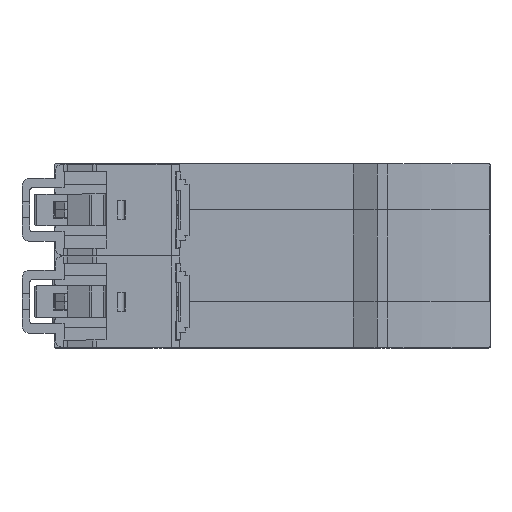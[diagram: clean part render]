
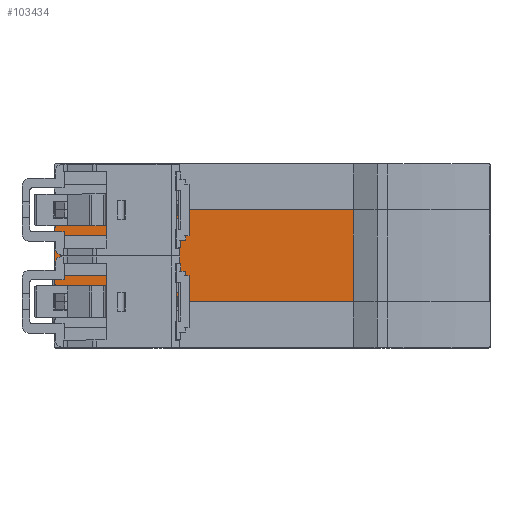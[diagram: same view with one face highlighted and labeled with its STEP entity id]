
A CAD part, top view. The second image highlights one B-rep face of the part: STEP entity #103434.
In plain terms, the highlighted planar face has unit normal (0, 0, 1).
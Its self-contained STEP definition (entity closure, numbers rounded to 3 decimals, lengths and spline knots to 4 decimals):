
#80068=DIRECTION('',(0.,-1.,0.));
#80069=VECTOR('',#80068,0.4085);
#80070=CARTESIAN_POINT('',(-1.6339,0.9188,
1.7323));
#80071=LINE('',#80070,#80069);
#81906=DIRECTION('',(-1.,0.,0.));
#81907=VECTOR('',#81906,2.2244);
#81908=CARTESIAN_POINT('',(0.689,1.0591,
1.7323));
#81909=LINE('',#81908,#81907);
#83016=DIRECTION('',(1.,0.,0.));
#83017=VECTOR('',#83016,2.2244);
#83018=CARTESIAN_POINT('',(-1.5354,0.3701,
1.7323));
#83019=LINE('',#83018,#83017);
#85164=CARTESIAN_POINT('',(-1.6339,0.5103,
1.7323));
#85165=CARTESIAN_POINT('',(-1.6339,0.5092,
1.7323));
#85166=CARTESIAN_POINT('',(-1.6335,0.5072,
1.7323));
#85167=CARTESIAN_POINT('',(-1.6317,0.5044,
1.7323));
#85168=CARTESIAN_POINT('',(-1.6289,0.5025,
1.7323));
#85169=CARTESIAN_POINT('',(-1.627,0.5021,
1.7323));
#85170=CARTESIAN_POINT('',(-1.626,0.5021,
1.7323));
#85183=DIRECTION('',(1.,0.,0.));
#85184=VECTOR('',#85183,0.0866);
#85185=CARTESIAN_POINT('',(-1.622,1.,1.7323));
#85186=LINE('',#85185,#85184);
#85190=DIRECTION('',(0.,1.,0.));
#85191=VECTOR('',#85190,0.0591);
#85192=CARTESIAN_POINT('',(-1.5354,1.,
1.7323));
#85193=LINE('',#85192,#85191);
#85197=DIRECTION('',(0.,-1.,0.));
#85198=VECTOR('',#85197,0.689);
#85199=CARTESIAN_POINT('',(0.689,1.0591,
1.7323));
#85200=LINE('',#85199,#85198);
#85204=DIRECTION('',(0.,1.,0.));
#85205=VECTOR('',#85204,0.0591);
#85206=CARTESIAN_POINT('',(-1.5354,0.3701,
1.7323));
#85207=LINE('',#85206,#85205);
#85211=DIRECTION('',(-1.,0.,0.));
#85212=VECTOR('',#85211,0.0866);
#85213=CARTESIAN_POINT('',(-1.5354,0.4291,
1.7323));
#85214=LINE('',#85213,#85212);
#85218=DIRECTION('',(1.,0.,0.));
#85219=VECTOR('',#85218,0.7087);
#85220=CARTESIAN_POINT('',(-1.5551,0.563,
1.7323));
#85221=LINE('',#85220,#85219);
#85225=DIRECTION('',(0.,1.,0.));
#85226=VECTOR('',#85225,0.0472);
#85227=CARTESIAN_POINT('',(-0.8465,0.563,
1.7323));
#85228=LINE('',#85227,#85226);
#85232=DIRECTION('',(0.,-1.,0.));
#85233=VECTOR('',#85232,0.0472);
#85234=CARTESIAN_POINT('',(-1.5551,0.6102,
1.7323));
#85235=LINE('',#85234,#85233);
#85239=DIRECTION('',(-1.,0.,0.));
#85240=VECTOR('',#85239,0.7087);
#85241=CARTESIAN_POINT('',(-0.8465,0.8661,
1.7323));
#85242=LINE('',#85241,#85240);
#85246=DIRECTION('',(0.,-1.,0.));
#85247=VECTOR('',#85246,0.0472);
#85248=CARTESIAN_POINT('',(-1.5551,0.8661,
1.7323));
#85249=LINE('',#85248,#85247);
#85253=DIRECTION('',(0.,1.,0.));
#85254=VECTOR('',#85253,0.0472);
#85255=CARTESIAN_POINT('',(-0.8465,0.8189,
1.7323));
#85256=LINE('',#85255,#85254);
#85274=DIRECTION('',(0.,-1.,0.));
#85275=VECTOR('',#85274,0.073);
#85276=CARTESIAN_POINT('',(-1.622,1.,1.7323));
#85277=LINE('',#85276,#85275);
#85325=DIRECTION('',(-1.,0.,0.));
#85326=VECTOR('',#85325,0.0039);
#85327=CARTESIAN_POINT('',(-1.622,0.927,
1.7323));
#85328=LINE('',#85327,#85326);
#85347=CARTESIAN_POINT('',(-1.626,0.927,
1.7323));
#85348=CARTESIAN_POINT('',(-1.627,0.927,
1.7323));
#85349=CARTESIAN_POINT('',(-1.629,0.9266,
1.7323));
#85350=CARTESIAN_POINT('',(-1.6317,0.9248,
1.7323));
#85351=CARTESIAN_POINT('',(-1.6334,0.922,
1.7323));
#85352=CARTESIAN_POINT('',(-1.6339,0.9199,
1.7323));
#85353=CARTESIAN_POINT('',(-1.6339,0.9188,
1.7323));
#85478=DIRECTION('',(0.,-1.,0.));
#85479=VECTOR('',#85478,0.073);
#85480=CARTESIAN_POINT('',(-1.622,0.5021,
1.7323));
#85481=LINE('',#85480,#85479);
#85507=DIRECTION('',(1.,0.,0.));
#85508=VECTOR('',#85507,0.0039);
#85509=CARTESIAN_POINT('',(-1.626,0.5021,
1.7323));
#85510=LINE('',#85509,#85508);
#85549=DIRECTION('',(1.,0.,0.));
#85550=VECTOR('',#85549,0.7087);
#85551=CARTESIAN_POINT('',(-1.5551,0.6102,
1.7323));
#85552=LINE('',#85551,#85550);
#85654=DIRECTION('',(-1.,0.,0.));
#85655=VECTOR('',#85654,0.7087);
#85656=CARTESIAN_POINT('',(-0.8465,0.8189,
1.7323));
#85657=LINE('',#85656,#85655);
#96406=CARTESIAN_POINT('',(-1.6339,0.9188,
1.7323));
#96407=VERTEX_POINT('',#96406);
#96408=CARTESIAN_POINT('',(-1.6339,0.5103,
1.7323));
#96409=VERTEX_POINT('',#96408);
#96955=CARTESIAN_POINT('',(0.689,1.0591,
1.7323));
#96956=VERTEX_POINT('',#96955);
#96957=CARTESIAN_POINT('',(-1.5354,1.0591,
1.7323));
#96958=VERTEX_POINT('',#96957);
#97225=CARTESIAN_POINT('',(-1.5354,0.3701,
1.7323));
#97226=VERTEX_POINT('',#97225);
#97227=CARTESIAN_POINT('',(0.689,0.3701,
1.7323));
#97228=VERTEX_POINT('',#97227);
#97510=VERTEX_POINT('',#85170);
#97511=CARTESIAN_POINT('',(-1.622,1.,1.7323));
#97512=CARTESIAN_POINT('',(-1.622,0.927,
1.7323));
#97513=VERTEX_POINT('',#97511);
#97514=VERTEX_POINT('',#97512);
#97515=CARTESIAN_POINT('',(-1.5354,1.,
1.7323));
#97516=VERTEX_POINT('',#97515);
#97517=CARTESIAN_POINT('',(-1.5354,0.4291,
1.7323));
#97518=VERTEX_POINT('',#97517);
#97519=CARTESIAN_POINT('',(-1.622,0.4291,
1.7323));
#97520=VERTEX_POINT('',#97519);
#97521=CARTESIAN_POINT('',(-1.622,0.5021,
1.7323));
#97522=VERTEX_POINT('',#97521);
#97523=VERTEX_POINT('',#85347);
#97524=CARTESIAN_POINT('',(-1.5551,0.563,
1.7323));
#97525=CARTESIAN_POINT('',(-0.8465,0.563,
1.7323));
#97526=VERTEX_POINT('',#97524);
#97527=VERTEX_POINT('',#97525);
#97528=CARTESIAN_POINT('',(-0.8465,0.6102,
1.7323));
#97529=VERTEX_POINT('',#97528);
#97530=CARTESIAN_POINT('',(-1.5551,0.6102,
1.7323));
#97531=VERTEX_POINT('',#97530);
#97532=CARTESIAN_POINT('',(-0.8465,0.8661,
1.7323));
#97533=CARTESIAN_POINT('',(-1.5551,0.8661,
1.7323));
#97534=VERTEX_POINT('',#97532);
#97535=VERTEX_POINT('',#97533);
#97536=CARTESIAN_POINT('',(-1.5551,0.8189,
1.7323));
#97537=VERTEX_POINT('',#97536);
#97538=CARTESIAN_POINT('',(-0.8465,0.8189,
1.7323));
#97539=VERTEX_POINT('',#97538);
#103383=CARTESIAN_POINT('',(-0.4724,0.7146,
1.7323));
#103384=DIRECTION('',(0.,0.,1.));
#103385=DIRECTION('',(1.,0.,0.));
#103386=AXIS2_PLACEMENT_3D('',#103383,#103384,#103385);
#103387=PLANE('',#103386);
#103389=ORIENTED_EDGE('',*,*,#103388,.F.);
#103391=ORIENTED_EDGE('',*,*,#103390,.T.);
#103393=ORIENTED_EDGE('',*,*,#103392,.T.);
#103394=ORIENTED_EDGE('',*,*,#100816,.F.);
#103396=ORIENTED_EDGE('',*,*,#103395,.T.);
#103397=ORIENTED_EDGE('',*,*,#101572,.F.);
#103399=ORIENTED_EDGE('',*,*,#103398,.T.);
#103401=ORIENTED_EDGE('',*,*,#103400,.T.);
#103403=ORIENTED_EDGE('',*,*,#103402,.F.);
#103405=ORIENTED_EDGE('',*,*,#103404,.F.);
#103406=ORIENTED_EDGE('',*,*,#103375,.F.);
#103407=ORIENTED_EDGE('',*,*,#99479,.F.);
#103409=ORIENTED_EDGE('',*,*,#103408,.F.);
#103411=ORIENTED_EDGE('',*,*,#103410,.F.);
#103412=EDGE_LOOP('',(#103389,#103391,#103393,#103394,#103396,#103397,#103399,
#103401,#103403,#103405,#103406,#103407,#103409,#103411));
#103413=FACE_OUTER_BOUND('',#103412,.F.);
#103415=ORIENTED_EDGE('',*,*,#103414,.T.);
#103417=ORIENTED_EDGE('',*,*,#103416,.T.);
#103419=ORIENTED_EDGE('',*,*,#103418,.F.);
#103421=ORIENTED_EDGE('',*,*,#103420,.T.);
#103422=EDGE_LOOP('',(#103415,#103417,#103419,#103421));
#103423=FACE_BOUND('',#103422,.F.);
#103425=ORIENTED_EDGE('',*,*,#103424,.T.);
#103427=ORIENTED_EDGE('',*,*,#103426,.T.);
#103429=ORIENTED_EDGE('',*,*,#103428,.F.);
#103431=ORIENTED_EDGE('',*,*,#103430,.T.);
#103432=EDGE_LOOP('',(#103425,#103427,#103429,#103431));
#103433=FACE_BOUND('',#103432,.F.);
#103434=ADVANCED_FACE('',(#103413,#103423,#103433),#103387,.T.);
#85171=B_SPLINE_CURVE_WITH_KNOTS('',3,(#85164,#85165,#85166,#85167,#85168,
#85169,#85170),.UNSPECIFIED.,.F.,.F.,(4,1,1,1,4),(0.,0.25,0.5,0.75,
1.),.UNSPECIFIED.);
#85354=B_SPLINE_CURVE_WITH_KNOTS('',3,(#85347,#85348,#85349,#85350,#85351,
#85352,#85353),.UNSPECIFIED.,.F.,.F.,(4,1,1,1,4),(0.,0.25,0.5,0.75,
1.),.UNSPECIFIED.);
#99479=EDGE_CURVE('',#96407,#96409,#80071,.T.);
#100816=EDGE_CURVE('',#96956,#96958,#81909,.T.);
#101572=EDGE_CURVE('',#97226,#97228,#83019,.T.);
#103375=EDGE_CURVE('',#96409,#97510,#85171,.T.);
#103388=EDGE_CURVE('',#97513,#97514,#85277,.T.);
#103390=EDGE_CURVE('',#97513,#97516,#85186,.T.);
#103392=EDGE_CURVE('',#97516,#96958,#85193,.T.);
#103395=EDGE_CURVE('',#96956,#97228,#85200,.T.);
#103398=EDGE_CURVE('',#97226,#97518,#85207,.T.);
#103400=EDGE_CURVE('',#97518,#97520,#85214,.T.);
#103402=EDGE_CURVE('',#97522,#97520,#85481,.T.);
#103404=EDGE_CURVE('',#97510,#97522,#85510,.T.);
#103408=EDGE_CURVE('',#97523,#96407,#85354,.T.);
#103410=EDGE_CURVE('',#97514,#97523,#85328,.T.);
#103414=EDGE_CURVE('',#97526,#97527,#85221,.T.);
#103416=EDGE_CURVE('',#97527,#97529,#85228,.T.);
#103418=EDGE_CURVE('',#97531,#97529,#85552,.T.);
#103420=EDGE_CURVE('',#97531,#97526,#85235,.T.);
#103424=EDGE_CURVE('',#97534,#97535,#85242,.T.);
#103426=EDGE_CURVE('',#97535,#97537,#85249,.T.);
#103428=EDGE_CURVE('',#97539,#97537,#85657,.T.);
#103430=EDGE_CURVE('',#97539,#97534,#85256,.T.);
